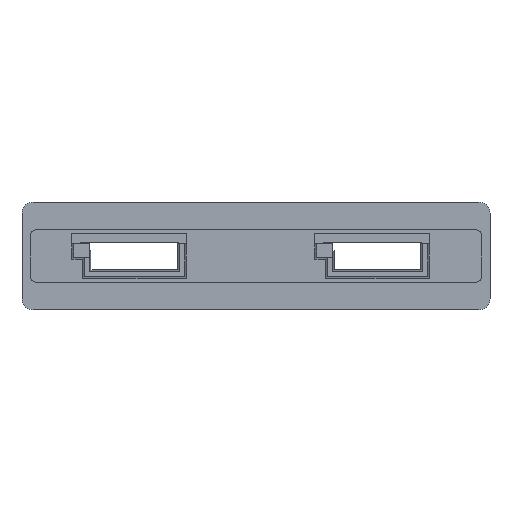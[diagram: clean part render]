
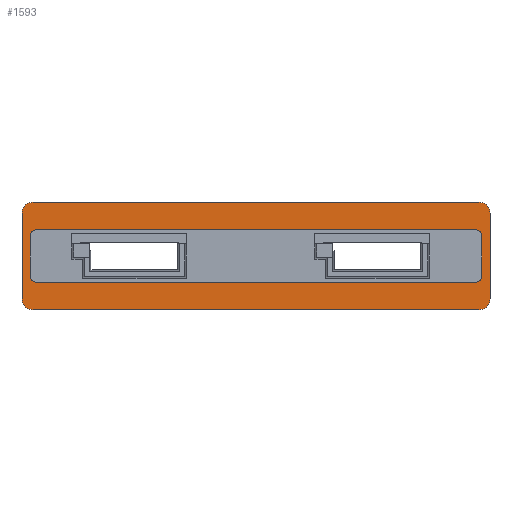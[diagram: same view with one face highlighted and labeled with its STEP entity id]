
A CAD part, front view. The second image highlights one B-rep face of the part: STEP entity #1593.
In plain terms, the highlighted planar face has unit normal (0, -1, 0).
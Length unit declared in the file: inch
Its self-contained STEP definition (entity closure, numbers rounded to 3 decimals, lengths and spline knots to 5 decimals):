
#33=FACE_BOUND('',#163,.T.);
#40=CIRCLE('',#1711,0.04);
#41=CIRCLE('',#1712,0.04);
#42=CIRCLE('',#1713,0.04);
#43=CIRCLE('',#1714,0.04);
#44=CIRCLE('',#1715,0.02);
#45=CIRCLE('',#1716,0.02);
#46=CIRCLE('',#1717,0.02);
#47=CIRCLE('',#1718,0.02);
#67=FACE_OUTER_BOUND('',#162,.T.);
#162=EDGE_LOOP('',(#1081,#1082,#1083,#1084,#1085,#1086,#1087,#1088));
#163=EDGE_LOOP('',(#1089,#1090,#1091,#1092,#1093,#1094,#1095,#1096));
#287=LINE('',#2355,#493);
#288=LINE('',#2359,#494);
#289=LINE('',#2363,#495);
#290=LINE('',#2366,#496);
#291=LINE('',#2371,#497);
#292=LINE('',#2375,#498);
#293=LINE('',#2379,#499);
#294=LINE('',#2382,#500);
#493=VECTOR('',#1876,1.605);
#494=VECTOR('',#1879,0.3075);
#495=VECTOR('',#1882,1.605);
#496=VECTOR('',#1885,0.3075);
#497=VECTOR('',#1888,0.1475);
#498=VECTOR('',#1891,1.585);
#499=VECTOR('',#1894,0.1475);
#500=VECTOR('',#1897,1.585);
#703=VERTEX_POINT('',#2351);
#704=VERTEX_POINT('',#2352);
#705=VERTEX_POINT('',#2354);
#706=VERTEX_POINT('',#2356);
#707=VERTEX_POINT('',#2358);
#708=VERTEX_POINT('',#2360);
#709=VERTEX_POINT('',#2362);
#710=VERTEX_POINT('',#2364);
#711=VERTEX_POINT('',#2367);
#712=VERTEX_POINT('',#2368);
#713=VERTEX_POINT('',#2370);
#714=VERTEX_POINT('',#2372);
#715=VERTEX_POINT('',#2374);
#716=VERTEX_POINT('',#2376);
#717=VERTEX_POINT('',#2378);
#718=VERTEX_POINT('',#2380);
#847=EDGE_CURVE('',#703,#704,#40,.T.);
#848=EDGE_CURVE('',#705,#703,#287,.T.);
#849=EDGE_CURVE('',#706,#705,#41,.T.);
#850=EDGE_CURVE('',#707,#706,#288,.T.);
#851=EDGE_CURVE('',#708,#707,#42,.T.);
#852=EDGE_CURVE('',#709,#708,#289,.T.);
#853=EDGE_CURVE('',#710,#709,#43,.T.);
#854=EDGE_CURVE('',#704,#710,#290,.T.);
#855=EDGE_CURVE('',#711,#712,#44,.T.);
#856=EDGE_CURVE('',#713,#711,#291,.T.);
#857=EDGE_CURVE('',#714,#713,#45,.T.);
#858=EDGE_CURVE('',#715,#714,#292,.T.);
#859=EDGE_CURVE('',#716,#715,#46,.T.);
#860=EDGE_CURVE('',#717,#716,#293,.T.);
#861=EDGE_CURVE('',#718,#717,#47,.T.);
#862=EDGE_CURVE('',#712,#718,#294,.T.);
#1081=ORIENTED_EDGE('',*,*,#847,.F.);
#1082=ORIENTED_EDGE('',*,*,#848,.F.);
#1083=ORIENTED_EDGE('',*,*,#849,.F.);
#1084=ORIENTED_EDGE('',*,*,#850,.F.);
#1085=ORIENTED_EDGE('',*,*,#851,.F.);
#1086=ORIENTED_EDGE('',*,*,#852,.F.);
#1087=ORIENTED_EDGE('',*,*,#853,.F.);
#1088=ORIENTED_EDGE('',*,*,#854,.F.);
#1089=ORIENTED_EDGE('',*,*,#855,.F.);
#1090=ORIENTED_EDGE('',*,*,#856,.F.);
#1091=ORIENTED_EDGE('',*,*,#857,.F.);
#1092=ORIENTED_EDGE('',*,*,#858,.F.);
#1093=ORIENTED_EDGE('',*,*,#859,.F.);
#1094=ORIENTED_EDGE('',*,*,#860,.F.);
#1095=ORIENTED_EDGE('',*,*,#861,.F.);
#1096=ORIENTED_EDGE('',*,*,#862,.F.);
#1516=PLANE('',#1710);
#1593=ADVANCED_FACE('',(#67,#33),#1516,.F.);
#1710=AXIS2_PLACEMENT_3D('',#2350,#1872,#1873);
#1711=AXIS2_PLACEMENT_3D('',#2353,#1874,#1875);
#1712=AXIS2_PLACEMENT_3D('',#2357,#1877,#1878);
#1713=AXIS2_PLACEMENT_3D('',#2361,#1880,#1881);
#1714=AXIS2_PLACEMENT_3D('',#2365,#1883,#1884);
#1715=AXIS2_PLACEMENT_3D('',#2369,#1886,#1887);
#1716=AXIS2_PLACEMENT_3D('',#2373,#1889,#1890);
#1717=AXIS2_PLACEMENT_3D('',#2377,#1892,#1893);
#1718=AXIS2_PLACEMENT_3D('',#2381,#1895,#1896);
#1872=DIRECTION('center_axis',(0.,1.,0.));
#1873=DIRECTION('ref_axis',(0.,0.,1.));
#1874=DIRECTION('center_axis',(0.,1.,0.));
#1875=DIRECTION('ref_axis',(0.,0.,1.));
#1876=DIRECTION('',(-1.,0.,0.));
#1877=DIRECTION('center_axis',(0.,1.,0.));
#1878=DIRECTION('ref_axis',(0.,0.,1.));
#1879=DIRECTION('',(0.,0.,-1.));
#1880=DIRECTION('center_axis',(0.,1.,0.));
#1881=DIRECTION('ref_axis',(0.,0.,-1.));
#1882=DIRECTION('',(1.,0.,0.));
#1883=DIRECTION('center_axis',(0.,1.,0.));
#1884=DIRECTION('ref_axis',(0.,0.,-1.));
#1885=DIRECTION('',(0.,0.,1.));
#1886=DIRECTION('center_axis',(0.,-1.,0.));
#1887=DIRECTION('ref_axis',(0.,0.,-1.));
#1888=DIRECTION('',(0.,0.,-1.));
#1889=DIRECTION('center_axis',(0.,-1.,0.));
#1890=DIRECTION('ref_axis',(0.,0.,-1.));
#1891=DIRECTION('',(-1.,0.,0.));
#1892=DIRECTION('center_axis',(0.,-1.,0.));
#1893=DIRECTION('ref_axis',(0.,0.,1.));
#1894=DIRECTION('',(0.,0.,1.));
#1895=DIRECTION('center_axis',(0.,-1.,0.));
#1896=DIRECTION('ref_axis',(0.,0.,1.));
#1897=DIRECTION('',(1.,0.,0.));
#2350=CARTESIAN_POINT('Origin',(-0.8025,-0.06,-0.15375));
#2351=CARTESIAN_POINT('',(-0.8025,-0.06,-0.19375));
#2352=CARTESIAN_POINT('',(-0.8425,-0.06,-0.15375));
#2353=CARTESIAN_POINT('Origin',(-0.8025,-0.06,-0.15375));
#2354=CARTESIAN_POINT('',(0.8025,-0.06,-0.19375));
#2355=CARTESIAN_POINT('',(0.8025,-0.06,-0.19375));
#2356=CARTESIAN_POINT('',(0.8425,-0.06,-0.15375));
#2357=CARTESIAN_POINT('Origin',(0.8025,-0.06,-0.15375));
#2358=CARTESIAN_POINT('',(0.8425,-0.06,0.15375));
#2359=CARTESIAN_POINT('',(0.8425,-0.06,0.15375));
#2360=CARTESIAN_POINT('',(0.8025,-0.06,0.19375));
#2361=CARTESIAN_POINT('Origin',(0.8025,-0.06,0.15375));
#2362=CARTESIAN_POINT('',(-0.8025,-0.06,0.19375));
#2363=CARTESIAN_POINT('',(-0.8025,-0.06,0.19375));
#2364=CARTESIAN_POINT('',(-0.8425,-0.06,0.15375));
#2365=CARTESIAN_POINT('Origin',(-0.8025,-0.06,0.15375));
#2366=CARTESIAN_POINT('',(-0.8425,-0.06,-0.15375));
#2367=CARTESIAN_POINT('',(-0.8125,-0.06,-0.07375));
#2368=CARTESIAN_POINT('',(-0.7925,-0.06,-0.09375));
#2369=CARTESIAN_POINT('Origin',(-0.7925,-0.06,-0.07375));
#2370=CARTESIAN_POINT('',(-0.8125,-0.06,0.07375));
#2371=CARTESIAN_POINT('',(-0.8125,-0.06,0.07375));
#2372=CARTESIAN_POINT('',(-0.7925,-0.06,0.09375));
#2373=CARTESIAN_POINT('Origin',(-0.7925,-0.06,0.07375));
#2374=CARTESIAN_POINT('',(0.7925,-0.06,0.09375));
#2375=CARTESIAN_POINT('',(0.7925,-0.06,0.09375));
#2376=CARTESIAN_POINT('',(0.8125,-0.06,0.07375));
#2377=CARTESIAN_POINT('Origin',(0.7925,-0.06,0.07375));
#2378=CARTESIAN_POINT('',(0.8125,-0.06,-0.07375));
#2379=CARTESIAN_POINT('',(0.8125,-0.06,-0.07375));
#2380=CARTESIAN_POINT('',(0.7925,-0.06,-0.09375));
#2381=CARTESIAN_POINT('Origin',(0.7925,-0.06,-0.07375));
#2382=CARTESIAN_POINT('',(-0.7925,-0.06,-0.09375));
